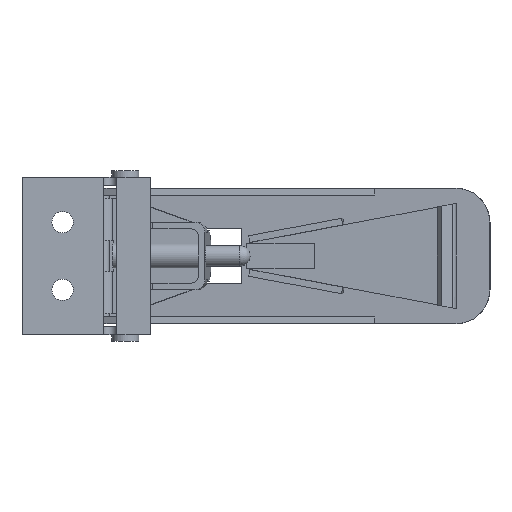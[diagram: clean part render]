
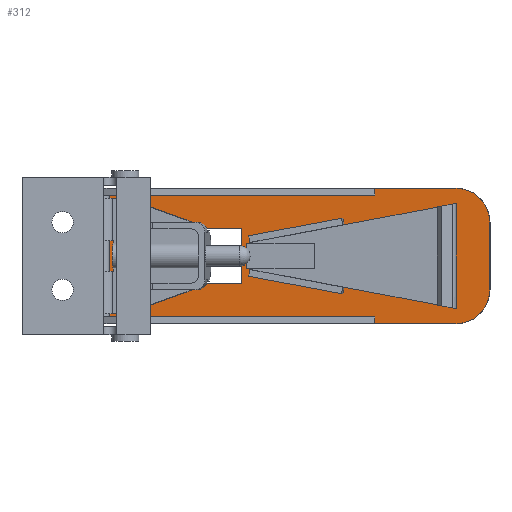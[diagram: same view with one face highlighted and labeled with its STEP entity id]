
A CAD part, front view. The second image highlights one B-rep face of the part: STEP entity #312.
In plain terms, the highlighted planar face has unit normal (-0.061, -0.998, 0).
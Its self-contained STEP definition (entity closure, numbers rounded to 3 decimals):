
#312 = ADVANCED_FACE( '', ( #695, #696 ), #697, .F. );
#695 = FACE_BOUND( '', #1239, .T. );
#696 = FACE_OUTER_BOUND( '', #1240, .T. );
#697 = PLANE( '', #1241 );
#1239 = EDGE_LOOP( '', ( #1804, #1805, #1806, #1807 ) );
#1240 = EDGE_LOOP( '', ( #1808, #1809, #1810, #1811, #1812, #1813, #1814, #1815, #1816, #1817 ) );
#1241 = AXIS2_PLACEMENT_3D( '', #1818, #1819, #1820 );
#1804 = ORIENTED_EDGE( '', *, *, #3231, .T. );
#1805 = ORIENTED_EDGE( '', *, *, #3232, .T. );
#1806 = ORIENTED_EDGE( '', *, *, #3233, .T. );
#1807 = ORIENTED_EDGE( '', *, *, #3234, .T. );
#1808 = ORIENTED_EDGE( '', *, *, #3235, .F. );
#1809 = ORIENTED_EDGE( '', *, *, #3236, .F. );
#1810 = ORIENTED_EDGE( '', *, *, #3237, .F. );
#1811 = ORIENTED_EDGE( '', *, *, #3218, .F. );
#1812 = ORIENTED_EDGE( '', *, *, #3238, .T. );
#1813 = ORIENTED_EDGE( '', *, *, #3239, .T. );
#1814 = ORIENTED_EDGE( '', *, *, #3240, .T. );
#1815 = ORIENTED_EDGE( '', *, *, #3241, .F. );
#1816 = ORIENTED_EDGE( '', *, *, #3242, .T. );
#1817 = ORIENTED_EDGE( '', *, *, #3243, .T. );
#1818 = CARTESIAN_POINT( '', ( 73.726, 2.091, 20. ) );
#1819 = DIRECTION( '', ( 0.061, 0.998, 0. ) );
#1820 = DIRECTION( '', ( -0.998, 0.061, 0. ) );
#3218 = EDGE_CURVE( '', #3798, #3799, #3800, .T. );
#3231 = EDGE_CURVE( '', #3822, #3823, #3824, .T. );
#3232 = EDGE_CURVE( '', #3823, #3825, #3826, .T. );
#3233 = EDGE_CURVE( '', #3825, #3827, #3828, .T. );
#3234 = EDGE_CURVE( '', #3827, #3822, #3829, .T. );
#3235 = EDGE_CURVE( '', #3830, #3831, #3832, .T. );
#3236 = EDGE_CURVE( '', #3833, #3830, #3834, .T. );
#3237 = EDGE_CURVE( '', #3799, #3833, #3835, .T. );
#3238 = EDGE_CURVE( '', #3798, #3836, #3837, .T. );
#3239 = EDGE_CURVE( '', #3836, #3838, #3839, .T. );
#3240 = EDGE_CURVE( '', #3838, #3840, #3841, .T. );
#3241 = EDGE_CURVE( '', #3842, #3840, #3843, .T. );
#3242 = EDGE_CURVE( '', #3842, #3844, #3845, .T. );
#3243 = EDGE_CURVE( '', #3844, #3831, #3846, .T. );
#3798 = VERTEX_POINT( '', #4646 );
#3799 = VERTEX_POINT( '', #4647 );
#3800 = LINE( '', #4648, #4649 );
#3822 = VERTEX_POINT( '', #4677 );
#3823 = VERTEX_POINT( '', #4678 );
#3824 = LINE( '', #4679, #4680 );
#3825 = VERTEX_POINT( '', #4681 );
#3826 = LINE( '', #4682, #4683 );
#3827 = VERTEX_POINT( '', #4684 );
#3828 = LINE( '', #4685, #4686 );
#3829 = LINE( '', #4687, #4688 );
#3830 = VERTEX_POINT( '', #4689 );
#3831 = VERTEX_POINT( '', #4690 );
#3832 = CIRCLE( '', #4691, 10. );
#3833 = VERTEX_POINT( '', #4692 );
#3834 = LINE( '', #4693, #4694 );
#3835 = CIRCLE( '', #4695, 10. );
#3836 = VERTEX_POINT( '', #4696 );
#3837 = LINE( '', #4697, #4698 );
#3838 = VERTEX_POINT( '', #4699 );
#3839 = LINE( '', #4700, #4701 );
#3840 = VERTEX_POINT( '', #4702 );
#3841 = LINE( '', #4703, #4704 );
#3842 = VERTEX_POINT( '', #4705 );
#3843 = LINE( '', #4706, #4707 );
#3844 = VERTEX_POINT( '', #4708 );
#3845 = LINE( '', #4709, #4710 );
#3846 = LINE( '', #4711, #4712 );
#4646 = CARTESIAN_POINT( '', ( 73.726, 2.091, 20. ) );
#4647 = CARTESIAN_POINT( '', ( 97.681, 0.618, 20. ) );
#4648 = CARTESIAN_POINT( '', ( 73.726, 2.091, 20. ) );
#4649 = VECTOR( '', #5746, 1000. );
#4677 = CARTESIAN_POINT( '', ( 34.301, 4.517, 8. ) );
#4678 = CARTESIAN_POINT( '', ( 34.301, 4.517, -8. ) );
#4679 = CARTESIAN_POINT( '', ( 34.301, 4.517, 20. ) );
#4680 = VECTOR( '', #5765, 1000. );
#4681 = CARTESIAN_POINT( '', ( 20.327, 5.377, -8. ) );
#4682 = CARTESIAN_POINT( '', ( 73.726, 2.091, -8. ) );
#4683 = VECTOR( '', #5766, 1000. );
#4684 = CARTESIAN_POINT( '', ( 20.327, 5.377, 8. ) );
#4685 = CARTESIAN_POINT( '', ( 20.327, 5.377, 20. ) );
#4686 = VECTOR( '', #5767, 1000. );
#4687 = CARTESIAN_POINT( '', ( 73.726, 2.091, 8. ) );
#4688 = VECTOR( '', #5768, 1000. );
#4689 = CARTESIAN_POINT( '', ( 107.662, 0.004, -10. ) );
#4690 = CARTESIAN_POINT( '', ( 97.681, 0.618, -20. ) );
#4691 = AXIS2_PLACEMENT_3D( '', #5769, #5770, #5771 );
#4692 = CARTESIAN_POINT( '', ( 107.662, 0.004, 10. ) );
#4693 = CARTESIAN_POINT( '', ( 107.662, 0.004, 20. ) );
#4694 = VECTOR( '', #5772, 1000. );
#4695 = AXIS2_PLACEMENT_3D( '', #5773, #5774, #5775 );
#4696 = CARTESIAN_POINT( '', ( 73.726, 2.091, 18. ) );
#4697 = CARTESIAN_POINT( '', ( 73.726, 2.091, 20. ) );
#4698 = VECTOR( '', #5776, 1000. );
#4699 = CARTESIAN_POINT( '', ( -6., 6.996, 18. ) );
#4700 = CARTESIAN_POINT( '', ( 107.662, 0.004, 18. ) );
#4701 = VECTOR( '', #5777, 1000. );
#4702 = CARTESIAN_POINT( '', ( -6., 6.996, -18. ) );
#4703 = CARTESIAN_POINT( '', ( -6., 6.996, 20. ) );
#4704 = VECTOR( '', #5778, 1000. );
#4705 = CARTESIAN_POINT( '', ( 73.726, 2.091, -18. ) );
#4706 = CARTESIAN_POINT( '', ( 107.662, 0.004, -18. ) );
#4707 = VECTOR( '', #5779, 1000. );
#4708 = CARTESIAN_POINT( '', ( 73.726, 2.091, -20. ) );
#4709 = CARTESIAN_POINT( '', ( 73.726, 2.091, 20. ) );
#4710 = VECTOR( '', #5780, 1000. );
#4711 = CARTESIAN_POINT( '', ( 73.726, 2.091, -20. ) );
#4712 = VECTOR( '', #5781, 1000. );
#5746 = DIRECTION( '', ( 0.998, -0.061, 0. ) );
#5765 = DIRECTION( '', ( 0., 0., -1. ) );
#5766 = DIRECTION( '', ( -0.998, 0.061, 0. ) );
#5767 = DIRECTION( '', ( 0., 0., 1. ) );
#5768 = DIRECTION( '', ( 0.998, -0.061, 0. ) );
#5769 = CARTESIAN_POINT( '', ( 97.681, 0.618, -10. ) );
#5770 = DIRECTION( '', ( 0.061, 0.998, 0. ) );
#5771 = DIRECTION( '', ( -0.998, 0.061, 0. ) );
#5772 = DIRECTION( '', ( 0., 0., -1. ) );
#5773 = CARTESIAN_POINT( '', ( 97.681, 0.618, 10. ) );
#5774 = DIRECTION( '', ( 0.061, 0.998, 0. ) );
#5775 = DIRECTION( '', ( -0.998, 0.061, 0. ) );
#5776 = DIRECTION( '', ( 0., 0., -1. ) );
#5777 = DIRECTION( '', ( -0.998, 0.061, 0. ) );
#5778 = DIRECTION( '', ( 0., 0., -1. ) );
#5779 = DIRECTION( '', ( -0.998, 0.061, 0. ) );
#5780 = DIRECTION( '', ( 0., 0., -1. ) );
#5781 = DIRECTION( '', ( 0.998, -0.061, 0. ) );
